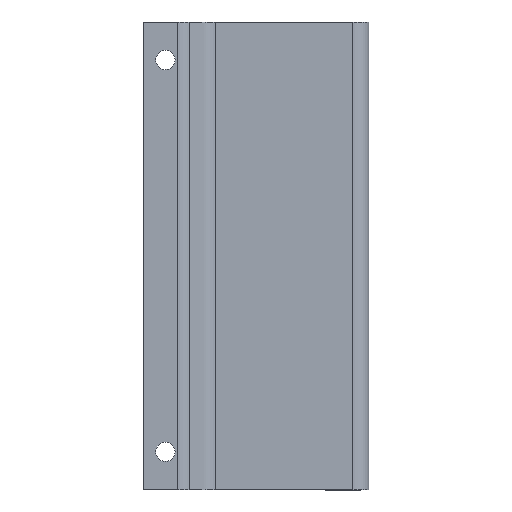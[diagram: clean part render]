
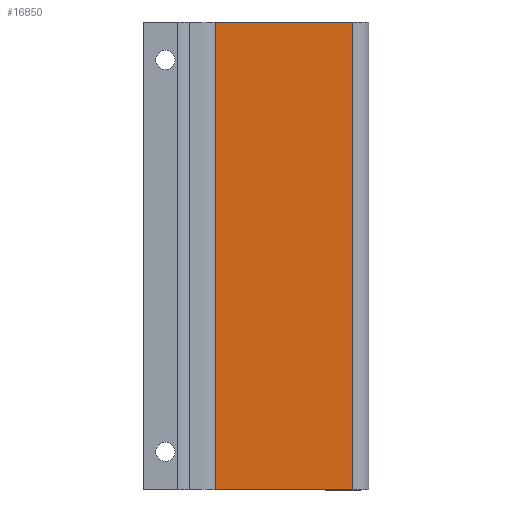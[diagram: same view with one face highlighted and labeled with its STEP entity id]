
A CAD part, top view. The second image highlights one B-rep face of the part: STEP entity #16850.
In plain terms, the highlighted planar face has unit normal (0, 0, 1).
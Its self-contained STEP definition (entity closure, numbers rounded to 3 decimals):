
#1 = EDGE_CURVE ( 'NONE', #17076, #14124, #5679, .T. ) ;
#375 = CARTESIAN_POINT ( 'NONE',  ( -20.384, 86.5, 34.79 ) ) ;
#420 = ORIENTED_EDGE ( 'NONE', *, *, #3792, .T. ) ;
#474 = VERTEX_POINT ( 'NONE', #7987 ) ;
#482 = VECTOR ( 'NONE', #18267, 1000. ) ;
#632 = DIRECTION ( 'NONE',  ( 0., -1., 0. ) ) ;
#719 = EDGE_LOOP ( 'NONE', ( #420, #12642, #3352, #17147 ) ) ;
#1297 = CARTESIAN_POINT ( 'NONE',  ( -20.384, 86.5, 34.79 ) ) ;
#1536 = EDGE_CURVE ( 'NONE', #17076, #16377, #15895, .T. ) ;
#2074 = AXIS2_PLACEMENT_3D ( 'NONE', #3884, #16508, #9403 ) ;
#2320 = PLANE ( 'NONE',  #2074 ) ;
#3352 = ORIENTED_EDGE ( 'NONE', *, *, #1536, .F. ) ;
#3792 = EDGE_CURVE ( 'NONE', #14124, #474, #9353, .T. ) ;
#3884 = CARTESIAN_POINT ( 'NONE',  ( -20.384, 86.5, 34.79 ) ) ;
#5679 = LINE ( 'NONE', #12054, #14351 ) ;
#5774 = CARTESIAN_POINT ( 'NONE',  ( -20.384, -86.5, 34.79 ) ) ;
#7987 = CARTESIAN_POINT ( 'NONE',  ( 30.354, -86.5, 34.79 ) ) ;
#8685 = CARTESIAN_POINT ( 'NONE',  ( 30.354, 86.5, 34.79 ) ) ;
#8807 = VECTOR ( 'NONE', #13629, 1000. ) ;
#9167 = VECTOR ( 'NONE', #12737, 1000. ) ;
#9353 = LINE ( 'NONE', #9678, #482 ) ;
#9403 = DIRECTION ( 'NONE',  ( -1., 0., 0. ) ) ;
#9678 = CARTESIAN_POINT ( 'NONE',  ( -20.384, -86.5, 34.79 ) ) ;
#11778 = EDGE_CURVE ( 'NONE', #16377, #474, #18373, .T. ) ;
#12054 = CARTESIAN_POINT ( 'NONE',  ( -20.384, 86.5, 34.79 ) ) ;
#12642 = ORIENTED_EDGE ( 'NONE', *, *, #11778, .F. ) ;
#12737 = DIRECTION ( 'NONE',  ( 1., 0., 0. ) ) ;
#13629 = DIRECTION ( 'NONE',  ( 0., -1., 0. ) ) ;
#14043 = FACE_OUTER_BOUND ( 'NONE', #719, .T. ) ;
#14124 = VERTEX_POINT ( 'NONE', #5774 ) ;
#14351 = VECTOR ( 'NONE', #632, 1000. ) ;
#14880 = CARTESIAN_POINT ( 'NONE',  ( 30.354, 86.5, 34.79 ) ) ;
#15895 = LINE ( 'NONE', #1297, #9167 ) ;
#16377 = VERTEX_POINT ( 'NONE', #8685 ) ;
#16508 = DIRECTION ( 'NONE',  ( 0., 0., -1. ) ) ;
#16850 = ADVANCED_FACE ( 'NONE', ( #14043 ), #2320, .F. ) ;
#17076 = VERTEX_POINT ( 'NONE', #375 ) ;
#17147 = ORIENTED_EDGE ( 'NONE', *, *, #1, .T. ) ;
#18267 = DIRECTION ( 'NONE',  ( 1., 0., 0. ) ) ;
#18373 = LINE ( 'NONE', #14880, #8807 ) ;
